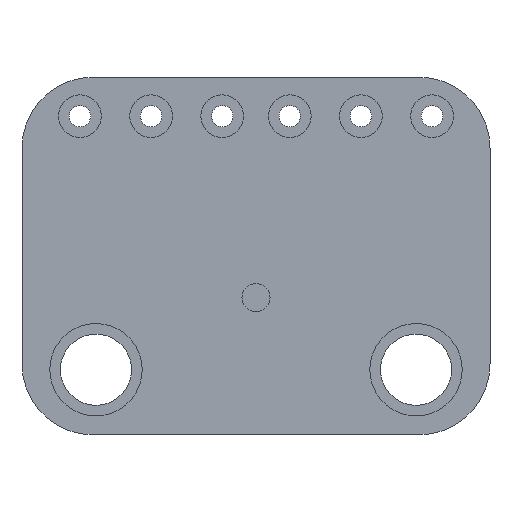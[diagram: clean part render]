
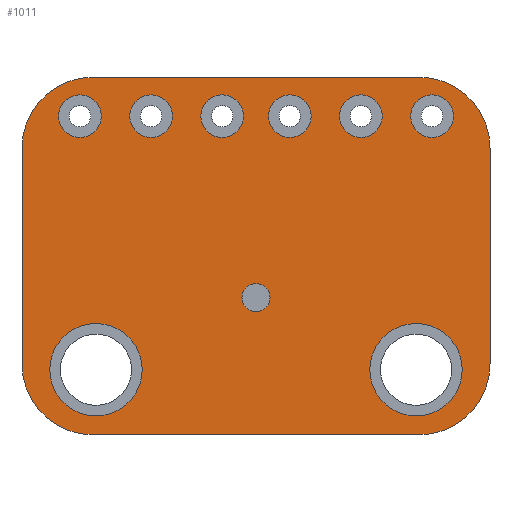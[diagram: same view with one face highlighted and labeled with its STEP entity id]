
A CAD part, front view. The second image highlights one B-rep face of the part: STEP entity #1011.
In plain terms, the highlighted planar face has unit normal (0, -1, 0).
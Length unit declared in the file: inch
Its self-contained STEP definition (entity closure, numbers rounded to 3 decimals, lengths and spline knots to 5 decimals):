
#27=FACE_BOUND('',#230,.T.);
#28=FACE_BOUND('',#231,.T.);
#29=FACE_BOUND('',#232,.T.);
#30=FACE_BOUND('',#233,.T.);
#31=FACE_BOUND('',#234,.T.);
#32=FACE_BOUND('',#235,.T.);
#33=FACE_BOUND('',#236,.T.);
#34=FACE_BOUND('',#237,.T.);
#35=FACE_BOUND('',#238,.T.);
#106=PLANE('',#1100);
#155=FACE_OUTER_BOUND('',#229,.T.);
#229=EDGE_LOOP('',(#782,#783,#784,#785,#786,#787,#788,#789));
#230=EDGE_LOOP('',(#790));
#231=EDGE_LOOP('',(#791));
#232=EDGE_LOOP('',(#792));
#233=EDGE_LOOP('',(#793));
#234=EDGE_LOOP('',(#794));
#235=EDGE_LOOP('',(#795));
#236=EDGE_LOOP('',(#796));
#237=EDGE_LOOP('',(#797));
#238=EDGE_LOOP('',(#798));
#337=LINE('',#1565,#422);
#338=LINE('',#1569,#423);
#339=LINE('',#1573,#424);
#340=LINE('',#1576,#425);
#422=VECTOR('',#1251,0.458);
#423=VECTOR('',#1254,0.303);
#424=VECTOR('',#1257,0.458);
#425=VECTOR('',#1260,0.303);
#482=CIRCLE('',#1084,0.01969);
#496=CIRCLE('',#1101,0.1);
#497=CIRCLE('',#1102,0.1);
#498=CIRCLE('',#1103,0.1);
#499=CIRCLE('',#1104,0.1);
#500=CIRCLE('',#1105,0.03);
#501=CIRCLE('',#1106,0.065);
#502=CIRCLE('',#1107,0.03);
#503=CIRCLE('',#1108,0.03);
#504=CIRCLE('',#1109,0.03);
#505=CIRCLE('',#1110,0.03);
#506=CIRCLE('',#1111,0.03);
#507=CIRCLE('',#1112,0.065);
#524=VERTEX_POINT('',#1481);
#562=VERTEX_POINT('',#1561);
#563=VERTEX_POINT('',#1562);
#564=VERTEX_POINT('',#1564);
#565=VERTEX_POINT('',#1566);
#566=VERTEX_POINT('',#1568);
#567=VERTEX_POINT('',#1570);
#568=VERTEX_POINT('',#1572);
#569=VERTEX_POINT('',#1574);
#570=VERTEX_POINT('',#1577);
#571=VERTEX_POINT('',#1579);
#572=VERTEX_POINT('',#1581);
#573=VERTEX_POINT('',#1583);
#574=VERTEX_POINT('',#1585);
#575=VERTEX_POINT('',#1587);
#576=VERTEX_POINT('',#1589);
#577=VERTEX_POINT('',#1591);
#614=EDGE_CURVE('',#524,#524,#482,.T.);
#653=EDGE_CURVE('',#562,#563,#496,.T.);
#654=EDGE_CURVE('',#564,#562,#337,.T.);
#655=EDGE_CURVE('',#565,#564,#497,.T.);
#656=EDGE_CURVE('',#566,#565,#338,.T.);
#657=EDGE_CURVE('',#567,#566,#498,.T.);
#658=EDGE_CURVE('',#568,#567,#339,.T.);
#659=EDGE_CURVE('',#569,#568,#499,.T.);
#660=EDGE_CURVE('',#563,#569,#340,.T.);
#661=EDGE_CURVE('',#570,#570,#500,.F.);
#662=EDGE_CURVE('',#571,#571,#501,.F.);
#663=EDGE_CURVE('',#572,#572,#502,.F.);
#664=EDGE_CURVE('',#573,#573,#503,.F.);
#665=EDGE_CURVE('',#574,#574,#504,.F.);
#666=EDGE_CURVE('',#575,#575,#505,.F.);
#667=EDGE_CURVE('',#576,#576,#506,.F.);
#668=EDGE_CURVE('',#577,#577,#507,.F.);
#782=ORIENTED_EDGE('',*,*,#653,.F.);
#783=ORIENTED_EDGE('',*,*,#654,.F.);
#784=ORIENTED_EDGE('',*,*,#655,.F.);
#785=ORIENTED_EDGE('',*,*,#656,.F.);
#786=ORIENTED_EDGE('',*,*,#657,.F.);
#787=ORIENTED_EDGE('',*,*,#658,.F.);
#788=ORIENTED_EDGE('',*,*,#659,.F.);
#789=ORIENTED_EDGE('',*,*,#660,.F.);
#790=ORIENTED_EDGE('',*,*,#614,.T.);
#791=ORIENTED_EDGE('',*,*,#661,.T.);
#792=ORIENTED_EDGE('',*,*,#662,.T.);
#793=ORIENTED_EDGE('',*,*,#663,.T.);
#794=ORIENTED_EDGE('',*,*,#664,.T.);
#795=ORIENTED_EDGE('',*,*,#665,.T.);
#796=ORIENTED_EDGE('',*,*,#666,.T.);
#797=ORIENTED_EDGE('',*,*,#667,.T.);
#798=ORIENTED_EDGE('',*,*,#668,.T.);
#1011=ADVANCED_FACE('',(#155,#27,#28,#29,#30,#31,#32,#33,#34,#35),#106,
 .T.);
#1084=AXIS2_PLACEMENT_3D('',#1482,#1190,#1191);
#1100=AXIS2_PLACEMENT_3D('',#1560,#1247,#1248);
#1101=AXIS2_PLACEMENT_3D('',#1563,#1249,#1250);
#1102=AXIS2_PLACEMENT_3D('',#1567,#1252,#1253);
#1103=AXIS2_PLACEMENT_3D('',#1571,#1255,#1256);
#1104=AXIS2_PLACEMENT_3D('',#1575,#1258,#1259);
#1105=AXIS2_PLACEMENT_3D('',#1578,#1261,#1262);
#1106=AXIS2_PLACEMENT_3D('',#1580,#1263,#1264);
#1107=AXIS2_PLACEMENT_3D('',#1582,#1265,#1266);
#1108=AXIS2_PLACEMENT_3D('',#1584,#1267,#1268);
#1109=AXIS2_PLACEMENT_3D('',#1586,#1269,#1270);
#1110=AXIS2_PLACEMENT_3D('',#1588,#1271,#1272);
#1111=AXIS2_PLACEMENT_3D('',#1590,#1273,#1274);
#1112=AXIS2_PLACEMENT_3D('',#1592,#1275,#1276);
#1190=DIRECTION('center_axis',(0.,1.,0.));
#1191=DIRECTION('ref_axis',(1.,0.,0.));
#1247=DIRECTION('center_axis',(0.,-1.,0.));
#1248=DIRECTION('ref_axis',(0.,0.,-1.));
#1249=DIRECTION('center_axis',(0.,1.,0.));
#1250=DIRECTION('ref_axis',(0.,0.,-1.));
#1251=DIRECTION('',(1.,0.,0.));
#1252=DIRECTION('center_axis',(0.,1.,0.));
#1253=DIRECTION('ref_axis',(0.,0.,-1.));
#1254=DIRECTION('',(0.,0.,1.));
#1255=DIRECTION('center_axis',(0.,1.,0.));
#1256=DIRECTION('ref_axis',(0.,0.,1.));
#1257=DIRECTION('',(-1.,0.,0.));
#1258=DIRECTION('center_axis',(0.,1.,0.));
#1259=DIRECTION('ref_axis',(0.,0.,-1.));
#1260=DIRECTION('',(0.,0.,-1.));
#1261=DIRECTION('center_axis',(0.,-1.,0.));
#1262=DIRECTION('ref_axis',(0.,0.,-1.));
#1263=DIRECTION('center_axis',(0.,-1.,0.));
#1264=DIRECTION('ref_axis',(0.,0.,-1.));
#1265=DIRECTION('center_axis',(0.,-1.,0.));
#1266=DIRECTION('ref_axis',(0.,0.,-1.));
#1267=DIRECTION('center_axis',(0.,-1.,0.));
#1268=DIRECTION('ref_axis',(0.,0.,-1.));
#1269=DIRECTION('center_axis',(0.,-1.,0.));
#1270=DIRECTION('ref_axis',(0.,0.,-1.));
#1271=DIRECTION('center_axis',(0.,-1.,0.));
#1272=DIRECTION('ref_axis',(0.,0.,-1.));
#1273=DIRECTION('center_axis',(0.,-1.,0.));
#1274=DIRECTION('ref_axis',(0.,0.,-1.));
#1275=DIRECTION('center_axis',(0.,-1.,0.));
#1276=DIRECTION('ref_axis',(0.,0.,-1.));
#1481=CARTESIAN_POINT('',(-0.01969,0.,-0.0585));
#1482=CARTESIAN_POINT('Origin',(0.,0.,-0.0585));
#1560=CARTESIAN_POINT('Origin',(0.229,0.,0.1515));
#1561=CARTESIAN_POINT('',(0.229,0.,0.2515));
#1562=CARTESIAN_POINT('',(0.329,0.,0.1515));
#1563=CARTESIAN_POINT('Origin',(0.229,0.,0.1515));
#1564=CARTESIAN_POINT('',(-0.229,0.,0.2515));
#1565=CARTESIAN_POINT('',(-0.229,0.,0.2515));
#1566=CARTESIAN_POINT('',(-0.329,0.,0.1515));
#1567=CARTESIAN_POINT('Origin',(-0.229,0.,0.1515));
#1568=CARTESIAN_POINT('',(-0.329,0.,-0.1515));
#1569=CARTESIAN_POINT('',(-0.329,0.,-0.1515));
#1570=CARTESIAN_POINT('',(-0.229,0.,-0.2515));
#1571=CARTESIAN_POINT('Origin',(-0.229,0.,-0.1515));
#1572=CARTESIAN_POINT('',(0.229,0.,-0.2515));
#1573=CARTESIAN_POINT('',(0.229,0.,-0.2515));
#1574=CARTESIAN_POINT('',(0.329,0.,-0.1515));
#1575=CARTESIAN_POINT('Origin',(0.229,0.,-0.1515));
#1576=CARTESIAN_POINT('',(0.329,0.,0.1515));
#1577=CARTESIAN_POINT('',(-0.0475,0.,0.1666));
#1578=CARTESIAN_POINT('Origin',(-0.0475,0.,0.1966));
#1579=CARTESIAN_POINT('',(0.225,0.,-0.22489));
#1580=CARTESIAN_POINT('Origin',(0.225,0.,-0.15989));
#1581=CARTESIAN_POINT('',(0.2475,0.,0.1666));
#1582=CARTESIAN_POINT('Origin',(0.2475,0.,0.1966));
#1583=CARTESIAN_POINT('',(-0.1475,0.,0.1666));
#1584=CARTESIAN_POINT('Origin',(-0.1475,0.,0.1966));
#1585=CARTESIAN_POINT('',(-0.2475,0.,0.1666));
#1586=CARTESIAN_POINT('Origin',(-0.2475,0.,0.1966));
#1587=CARTESIAN_POINT('',(0.1475,0.,0.1666));
#1588=CARTESIAN_POINT('Origin',(0.1475,0.,0.1966));
#1589=CARTESIAN_POINT('',(0.0475,0.,0.1666));
#1590=CARTESIAN_POINT('Origin',(0.0475,0.,0.1966));
#1591=CARTESIAN_POINT('',(-0.225,0.,-0.22489));
#1592=CARTESIAN_POINT('Origin',(-0.225,0.,-0.15989));
